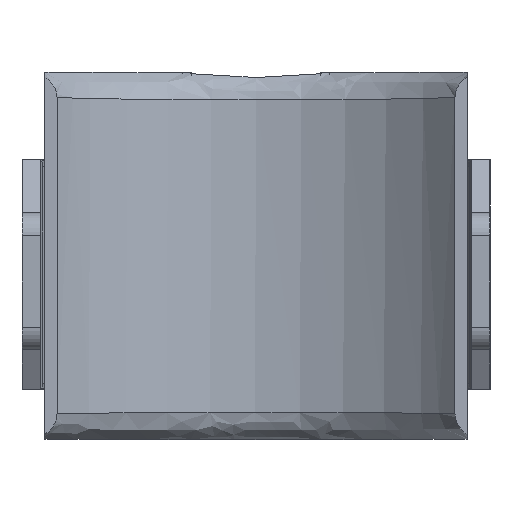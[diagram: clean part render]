
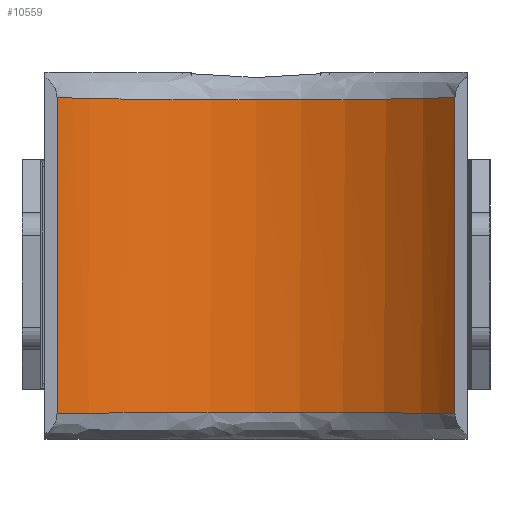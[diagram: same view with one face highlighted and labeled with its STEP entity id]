
A CAD part, front view. The second image highlights one B-rep face of the part: STEP entity #10559.
In plain terms, the highlighted cylindrical face has radius 28.5 mm (diameter 57 mm), a partial arc.
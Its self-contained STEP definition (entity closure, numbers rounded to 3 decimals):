
#229 = CARTESIAN_POINT ( 'NONE',  ( 1.034, 0., -17.042 ) ) ;
#310 = CARTESIAN_POINT ( 'NONE',  ( 18.848, -7.025, -17.159 ) ) ;
#441 = CARTESIAN_POINT ( 'NONE',  ( -20.297, -8.466, 17.194 ) ) ;
#557 = ORIENTED_EDGE ( 'NONE', *, *, #13259, .F. ) ;
#600 = CARTESIAN_POINT ( 'NONE',  ( 15.557, -4.598, 17.11 ) ) ;
#823 = CARTESIAN_POINT ( 'NONE',  ( -19.173, -7.407, -17.169 ) ) ;
#1288 = FACE_OUTER_BOUND ( 'NONE', #8164, .T. ) ;
#1394 = VERTEX_POINT ( 'NONE', #8728 ) ;
#1594 = CARTESIAN_POINT ( 'NONE',  ( -18.788, -7.063, 17.161 ) ) ;
#1667 = CARTESIAN_POINT ( 'NONE',  ( -21.679, -10., 17.234 ) ) ;
#1747 = CARTESIAN_POINT ( 'NONE',  ( 5.638, -0.559, 17.049 ) ) ;
#1912 = CARTESIAN_POINT ( 'NONE',  ( -19.173, -7.407, 17.169 ) ) ;
#1972 = CARTESIAN_POINT ( 'NONE',  ( -4.102, -0.223, -17.044 ) ) ;
#2023 = B_SPLINE_CURVE_WITH_KNOTS ( 'NONE', 3,
 ( #5186, #10165, #7403, #11792, #600, #15528, #12917, #12768, #7964, #4359, #9335, #1747, #14135, #14299, #3125, #7815, #11558, #2808, #6731, #5342, #8043, #11715, #14060, #4281, #9256, #11871, #3041, #8123, #13078, #1594, #1912, #441, #10411, #1667 ),
 .UNSPECIFIED., .F., .F.,
 ( 4, 2, 2, 2, 2, 2, 2, 2, 2, 2, 2, 2, 2, 2, 2, 2, 4 ),
 ( 0., 0.006, 0.009, 0.011, 0.012, 0.018, 0.02, 0.021, 0.024, 0.031, 0.034, 0.035, 0.037, 0.043, 0.044, 0.046, 0.049 ),
 .UNSPECIFIED. ) ;
#2506 = CARTESIAN_POINT ( 'NONE',  ( 10.089, -1.767, -17.064 ) ) ;
#2703 = EDGE_CURVE ( 'NONE', #10362, #9120, #12963, .T. ) ;
#2808 = CARTESIAN_POINT ( 'NONE',  ( -2.07, 0., 17.042 ) ) ;
#2835 = ORIENTED_EDGE ( 'NONE', *, *, #2703, .F. ) ;
#3013 = DIRECTION ( 'NONE',  ( 0., 0., 1. ) ) ;
#3041 = CARTESIAN_POINT ( 'NONE',  ( -15.54, -4.52, 17.108 ) ) ;
#3125 = CARTESIAN_POINT ( 'NONE',  ( 3.6, -0.224, 17.045 ) ) ;
#3148 = LINE ( 'NONE', #11650, #12964 ) ;
#3652 = CARTESIAN_POINT ( 'NONE',  ( -10.994, -2.201, -17.071 ) ) ;
#3818 = CARTESIAN_POINT ( 'NONE',  ( 2.064, -0.056, -17.043 ) ) ;
#4045 = CARTESIAN_POINT ( 'NONE',  ( -21.679, -10., 17.234 ) ) ;
#4202 = ORIENTED_EDGE ( 'NONE', *, *, #5425, .T. ) ;
#4281 = CARTESIAN_POINT ( 'NONE',  ( -10.994, -2.201, 17.071 ) ) ;
#4359 = CARTESIAN_POINT ( 'NONE',  ( 10.089, -1.767, 17.064 ) ) ;
#4496 = EDGE_CURVE ( 'NONE', #10362, #1394, #11160, .T. ) ;
#4882 = CARTESIAN_POINT ( 'NONE',  ( -20.297, -8.466, -17.194 ) ) ;
#5122 = CARTESIAN_POINT ( 'NONE',  ( 15.557, -4.598, -17.11 ) ) ;
#5186 = CARTESIAN_POINT ( 'NONE',  ( 21.679, -10., 17.234 ) ) ;
#5281 = CARTESIAN_POINT ( 'NONE',  ( 4.111, -0.293, -17.045 ) ) ;
#5287 = DIRECTION ( 'NONE',  ( 0., 0., -1. ) ) ;
#5342 = CARTESIAN_POINT ( 'NONE',  ( -7.095, -0.878, 17.052 ) ) ;
#5425 = EDGE_CURVE ( 'NONE', #9718, #9120, #2023, .T. ) ;
#5641 = CARTESIAN_POINT ( 'NONE',  ( -13.787, -3.473, -17.09 ) ) ;
#6184 = DIRECTION ( 'NONE',  ( 0., 0., -1. ) ) ;
#6731 = CARTESIAN_POINT ( 'NONE',  ( -4.102, -0.223, 17.044 ) ) ;
#6943 = CARTESIAN_POINT ( 'NONE',  ( 0., -28.5, 20. ) ) ;
#7403 = CARTESIAN_POINT ( 'NONE',  ( 18.848, -7.025, 17.159 ) ) ;
#7587 = CARTESIAN_POINT ( 'NONE',  ( 12.41, -2.839, -17.08 ) ) ;
#7815 = CARTESIAN_POINT ( 'NONE',  ( 2.064, -0.056, 17.043 ) ) ;
#7836 = CARTESIAN_POINT ( 'NONE',  ( 5.638, -0.559, -17.049 ) ) ;
#7964 = CARTESIAN_POINT ( 'NONE',  ( 12.41, -2.839, 17.08 ) ) ;
#8028 = AXIS2_PLACEMENT_3D ( 'NONE', #6943, #6184, #12300 ) ;
#8043 = CARTESIAN_POINT ( 'NONE',  ( -8.083, -1.151, 17.056 ) ) ;
#8123 = CARTESIAN_POINT ( 'NONE',  ( -17.594, -6.073, 17.139 ) ) ;
#8164 = EDGE_LOOP ( 'NONE', ( #2835, #15905, #557, #4202 ) ) ;
#8178 = CARTESIAN_POINT ( 'NONE',  ( -8.083, -1.151, -17.056 ) ) ;
#8253 = CARTESIAN_POINT ( 'NONE',  ( -21.679, -10., -17.234 ) ) ;
#8633 = CARTESIAN_POINT ( 'NONE',  ( -9.551, -1.643, -17.063 ) ) ;
#8710 = CYLINDRICAL_SURFACE ( 'NONE', #8028, 28.5 ) ;
#8728 = CARTESIAN_POINT ( 'NONE',  ( 21.679, -10., -17.234 ) ) ;
#8792 = CARTESIAN_POINT ( 'NONE',  ( 21.679, -10., -17.234 ) ) ;
#9037 = CARTESIAN_POINT ( 'NONE',  ( 5.129, -0.461, -17.047 ) ) ;
#9120 = VERTEX_POINT ( 'NONE', #4045 ) ;
#9256 = CARTESIAN_POINT ( 'NONE',  ( -11.465, -2.403, 17.074 ) ) ;
#9300 = CARTESIAN_POINT ( 'NONE',  ( -21.679, -10., 20. ) ) ;
#9335 = CARTESIAN_POINT ( 'NONE',  ( 8.154, -1.114, 17.055 ) ) ;
#9393 = CARTESIAN_POINT ( 'NONE',  ( -10.038, -1.821, -17.065 ) ) ;
#9718 = VERTEX_POINT ( 'NONE', #15975 ) ;
#9856 = CARTESIAN_POINT ( 'NONE',  ( -17.999, -6.397, -17.146 ) ) ;
#10101 = CARTESIAN_POINT ( 'NONE',  ( 8.154, -1.114, -17.055 ) ) ;
#10165 = CARTESIAN_POINT ( 'NONE',  ( 20.336, -8.426, 17.191 ) ) ;
#10362 = VERTEX_POINT ( 'NONE', #12815 ) ;
#10411 = CARTESIAN_POINT ( 'NONE',  ( -21.008, -9.213, 17.213 ) ) ;
#10559 = ADVANCED_FACE ( 'NONE', ( #1288 ), #8710, .F. ) ;
#10710 = CARTESIAN_POINT ( 'NONE',  ( -2.07, 0., -17.042 ) ) ;
#11091 = CARTESIAN_POINT ( 'NONE',  ( -21.008, -9.213, -17.213 ) ) ;
#11160 = B_SPLINE_CURVE_WITH_KNOTS ( 'NONE', 3,
 ( #8253, #11091, #4882, #823, #13298, #9856, #14826, #14273, #5641, #15586, #3652, #9393, #8633, #8178, #13136, #1972, #10710, #229, #3818, #12463, #5281, #9037, #7836, #10101, #2506, #7587, #14982, #15065, #12786, #5122, #11254, #310, #11415, #8792 ),
 .UNSPECIFIED., .F., .F.,
 ( 4, 2, 2, 2, 2, 2, 2, 2, 2, 2, 2, 2, 2, 2, 2, 2, 4 ),
 ( 0., 0.003, 0.005, 0.006, 0.012, 0.014, 0.015, 0.019, 0.025, 0.028, 0.029, 0.031, 0.037, 0.039, 0.04, 0.043, 0.049 ),
 .UNSPECIFIED. ) ;
#11254 = CARTESIAN_POINT ( 'NONE',  ( 16.407, -5.174, -17.121 ) ) ;
#11415 = CARTESIAN_POINT ( 'NONE',  ( 20.336, -8.426, -17.191 ) ) ;
#11558 = CARTESIAN_POINT ( 'NONE',  ( 1.034, 0., 17.042 ) ) ;
#11650 = CARTESIAN_POINT ( 'NONE',  ( 21.679, -10., 20. ) ) ;
#11715 = CARTESIAN_POINT ( 'NONE',  ( -9.551, -1.643, 17.063 ) ) ;
#11792 = CARTESIAN_POINT ( 'NONE',  ( 16.407, -5.174, 17.121 ) ) ;
#11871 = CARTESIAN_POINT ( 'NONE',  ( -13.787, -3.473, 17.09 ) ) ;
#12300 = DIRECTION ( 'NONE',  ( -1., 0., 0. ) ) ;
#12463 = CARTESIAN_POINT ( 'NONE',  ( 3.6, -0.224, -17.045 ) ) ;
#12768 = CARTESIAN_POINT ( 'NONE',  ( 12.87, -3.066, 17.084 ) ) ;
#12786 = CARTESIAN_POINT ( 'NONE',  ( 14.229, -3.801, -17.096 ) ) ;
#12815 = CARTESIAN_POINT ( 'NONE',  ( -21.679, -10., -17.234 ) ) ;
#12917 = CARTESIAN_POINT ( 'NONE',  ( 13.779, -3.547, 17.092 ) ) ;
#12963 = LINE ( 'NONE', #9300, #15338 ) ;
#12964 = VECTOR ( 'NONE', #5287, 1000. ) ;
#13078 = CARTESIAN_POINT ( 'NONE',  ( -17.999, -6.397, 17.146 ) ) ;
#13136 = CARTESIAN_POINT ( 'NONE',  ( -7.095, -0.878, -17.052 ) ) ;
#13259 = EDGE_CURVE ( 'NONE', #9718, #1394, #3148, .T. ) ;
#13298 = CARTESIAN_POINT ( 'NONE',  ( -18.788, -7.063, -17.161 ) ) ;
#14060 = CARTESIAN_POINT ( 'NONE',  ( -10.038, -1.821, 17.065 ) ) ;
#14135 = CARTESIAN_POINT ( 'NONE',  ( 5.129, -0.461, 17.047 ) ) ;
#14273 = CARTESIAN_POINT ( 'NONE',  ( -15.54, -4.52, -17.108 ) ) ;
#14299 = CARTESIAN_POINT ( 'NONE',  ( 4.111, -0.293, 17.045 ) ) ;
#14826 = CARTESIAN_POINT ( 'NONE',  ( -17.594, -6.073, -17.139 ) ) ;
#14982 = CARTESIAN_POINT ( 'NONE',  ( 12.87, -3.066, -17.084 ) ) ;
#15065 = CARTESIAN_POINT ( 'NONE',  ( 13.779, -3.547, -17.092 ) ) ;
#15338 = VECTOR ( 'NONE', #3013, 1000. ) ;
#15528 = CARTESIAN_POINT ( 'NONE',  ( 14.229, -3.801, 17.096 ) ) ;
#15586 = CARTESIAN_POINT ( 'NONE',  ( -11.465, -2.403, -17.074 ) ) ;
#15905 = ORIENTED_EDGE ( 'NONE', *, *, #4496, .T. ) ;
#15975 = CARTESIAN_POINT ( 'NONE',  ( 21.679, -10., 17.234 ) ) ;
